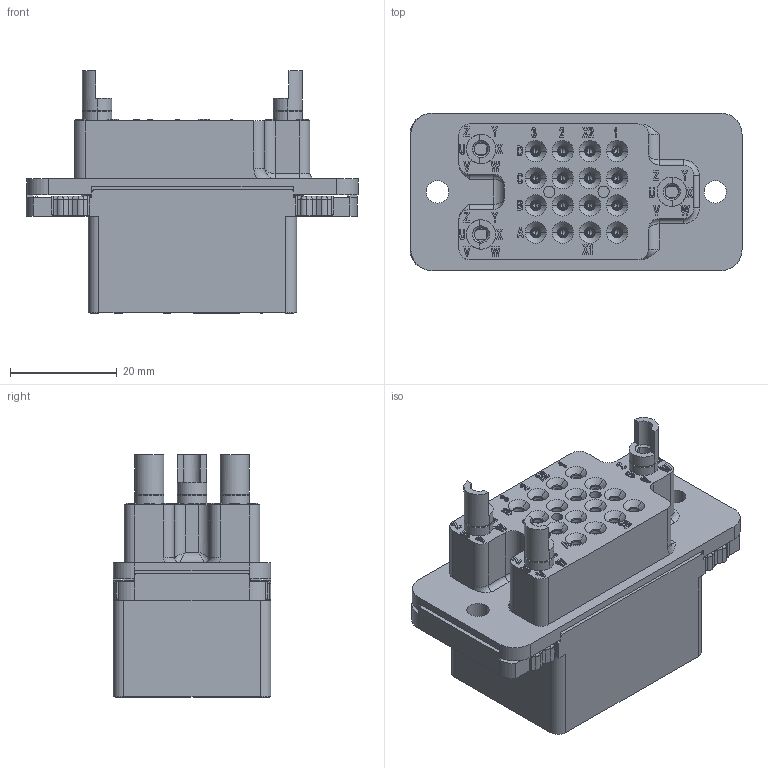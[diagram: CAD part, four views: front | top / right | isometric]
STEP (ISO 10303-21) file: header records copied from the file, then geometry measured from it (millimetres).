
FILE_DESCRIPTION((''),'2;1');
FILE_NAME('00551639200E','2020-07-08T',('presta_be4'),(''),'CREO PARAMETRIC BY PTC INC, 2018360','CREO PARAMETRIC BY PTC INC, 2018360','');
FILE_SCHEMA(('CONFIG_CONTROL_DESIGN'));
Products named in the file (1): 00551639200E
Bounding box: 62.15 x 29.5 x 45.45 mm (x, y, z)
Volume: 31834.4 mm3; surface area: 32965.7 mm2
Topology: 18 solids, 18 shells, 3391 faces, 9349 edges, 6064 vertices
Faces by surface type: plane 2226, cylinder 560, cone 300, extrusion 153, torus 140, bspline 12
Entity records: 110809 total; most frequent: CARTESIAN_POINT 24564, ORIENTED_EDGE 18634, DIRECTION 16809, EDGE_CURVE 9317, VECTOR 6525, LINE 6372, VERTEX_POINT 6064, AXIS2_PLACEMENT_3D 5142
